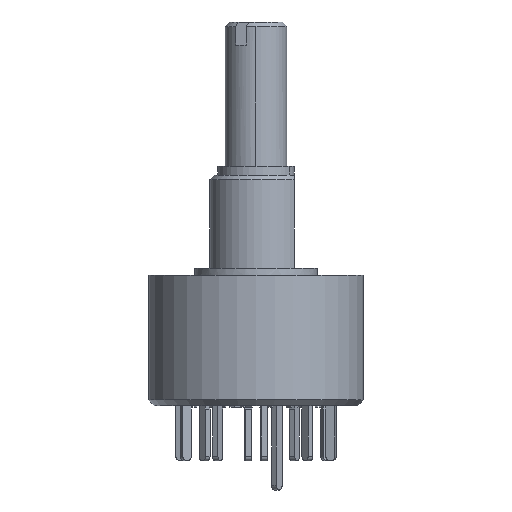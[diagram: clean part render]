
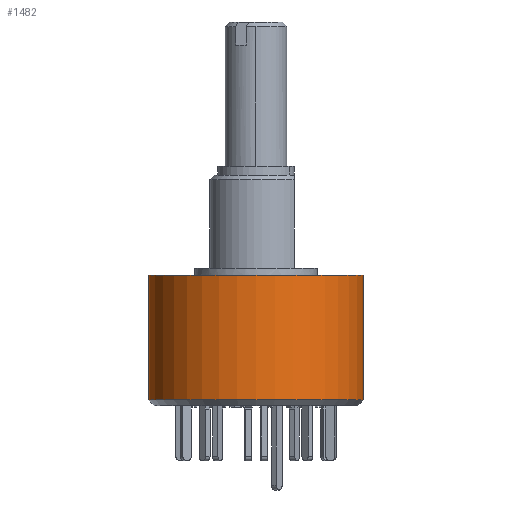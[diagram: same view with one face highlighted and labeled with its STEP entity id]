
A CAD part, left-side view. The second image highlights one B-rep face of the part: STEP entity #1482.
In plain terms, the highlighted cylindrical face has radius 7 mm (diameter 14 mm), a partial arc.
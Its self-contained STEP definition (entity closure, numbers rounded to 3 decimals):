
#23 = ORIENTED_EDGE ( 'NONE', *, *, #6177, .F. ) ;
#203 = VERTEX_POINT ( 'NONE', #12170 ) ;
#1032 = DIRECTION ( 'NONE',  ( 0., 0., 1. ) ) ;
#1224 = CARTESIAN_POINT ( 'NONE',  ( 0., -7., -8.574 ) ) ;
#1464 = EDGE_CURVE ( 'NONE', #5912, #5202, #10560, .T. ) ;
#1482 = ADVANCED_FACE ( 'NONE', ( #2238 ), #9028, .T. ) ;
#2194 = ORIENTED_EDGE ( 'NONE', *, *, #1464, .T. ) ;
#2238 = FACE_OUTER_BOUND ( 'NONE', #10698, .T. ) ;
#2391 = CARTESIAN_POINT ( 'NONE',  ( 0., 0., -0.45 ) ) ;
#3458 = LINE ( 'NONE', #13907, #8730 ) ;
#3557 = ORIENTED_EDGE ( 'NONE', *, *, #9286, .F. ) ;
#4152 = CARTESIAN_POINT ( 'NONE',  ( 0., 0., -8.574 ) ) ;
#4331 = DIRECTION ( 'NONE',  ( 0., -1., 0. ) ) ;
#4603 = CARTESIAN_POINT ( 'NONE',  ( 0., 7., -8.574 ) ) ;
#5202 = VERTEX_POINT ( 'NONE', #4603 ) ;
#5912 = VERTEX_POINT ( 'NONE', #9600 ) ;
#6082 = EDGE_CURVE ( 'NONE', #5202, #12829, #14040, .T. ) ;
#6177 = EDGE_CURVE ( 'NONE', #203, #12829, #3458, .T. ) ;
#6558 = CIRCLE ( 'NONE', #6819, 7. ) ;
#6819 = AXIS2_PLACEMENT_3D ( 'NONE', #13202, #1032, #4331 ) ;
#7167 = CARTESIAN_POINT ( 'NONE',  ( 0., 7., -0.45 ) ) ;
#7542 = VECTOR ( 'NONE', #10683, 1000. ) ;
#7885 = DIRECTION ( 'NONE',  ( 0., -1., 0. ) ) ;
#8228 = DIRECTION ( 'NONE',  ( 0., 0., -1. ) ) ;
#8333 = AXIS2_PLACEMENT_3D ( 'NONE', #2391, #8228, #13081 ) ;
#8730 = VECTOR ( 'NONE', #10356, 1000. ) ;
#9028 = CYLINDRICAL_SURFACE ( 'NONE', #8333, 7. ) ;
#9286 = EDGE_CURVE ( 'NONE', #5912, #203, #6558, .T. ) ;
#9600 = CARTESIAN_POINT ( 'NONE',  ( 0., 7., -0.45 ) ) ;
#10201 = DIRECTION ( 'NONE',  ( 0., 0., 1. ) ) ;
#10356 = DIRECTION ( 'NONE',  ( 0., 0., -1. ) ) ;
#10560 = LINE ( 'NONE', #7167, #7542 ) ;
#10683 = DIRECTION ( 'NONE',  ( 0., 0., -1. ) ) ;
#10698 = EDGE_LOOP ( 'NONE', ( #23, #3557, #2194, #14820 ) ) ;
#12170 = CARTESIAN_POINT ( 'NONE',  ( 0., -7., -0.45 ) ) ;
#12522 = AXIS2_PLACEMENT_3D ( 'NONE', #4152, #10201, #7885 ) ;
#12829 = VERTEX_POINT ( 'NONE', #1224 ) ;
#13081 = DIRECTION ( 'NONE',  ( 0., 1., 0. ) ) ;
#13202 = CARTESIAN_POINT ( 'NONE',  ( 0., 0., -0.45 ) ) ;
#13907 = CARTESIAN_POINT ( 'NONE',  ( 0., -7., -0.45 ) ) ;
#14040 = CIRCLE ( 'NONE', #12522, 7. ) ;
#14820 = ORIENTED_EDGE ( 'NONE', *, *, #6082, .T. ) ;
